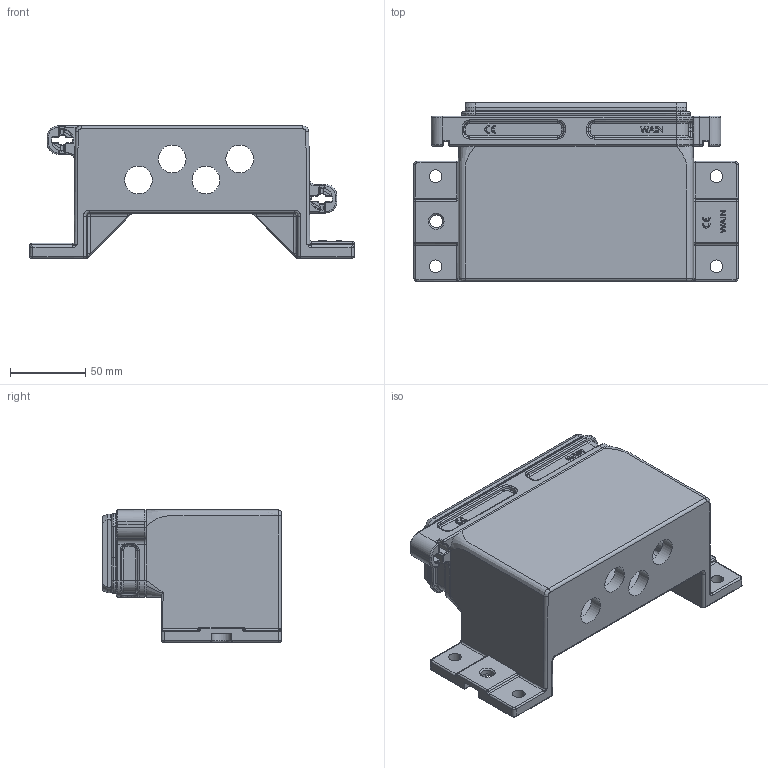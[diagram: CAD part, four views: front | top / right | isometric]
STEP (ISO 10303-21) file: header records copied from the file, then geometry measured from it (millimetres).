
FILE_DESCRIPTION(/* description */ (''),/* implementation_level */ '2;1');
FILE_NAME(/* name */ '3D_1136249401038_HP24B_H-BK-SE-2T-4M20_V1.1.stp',/* time_stamp */ '2024-02-04T11:22:15+08:00',/* author */ (''),/* organization */ (''),/* preprocessor_version */ 'ST-DEVELOPER v18.1',/* originating_system */ 'SIEMENS PLM Software NX 1980',/* authorisation */ '');
FILE_SCHEMA (('AUTOMOTIVE_DESIGN { 1 0 10303 214 3 1 1 1 }'));
Products named in the file (1): 3D_1136249401006_HP24B_H-BK-SE-2T-M50_V1.0_stp
Bounding box: 215.98 x 118.9 x 88 mm (x, y, z)
Volume: 516446 mm3; surface area: 140794.3 mm2
Topology: 1 solids, 1 shells, 1233 faces, 3089 edges, 1882 vertices
Faces by surface type: plane 440, cylinder 386, torus 154, cone 103, bspline 98, sphere 28, extrusion 24
Full cylindrical faces by diameter (mm): 18.5 x4
Entity records: 46774 total; most frequent: CARTESIAN_POINT 20647, ORIENTED_EDGE 6114, DIRECTION 4339, EDGE_CURVE 3057, VERTEX_POINT 1878, AXIS2_PLACEMENT_3D 1577, EDGE_LOOP 1315, B_SPLINE_CURVE_WITH_KNOTS 1309
